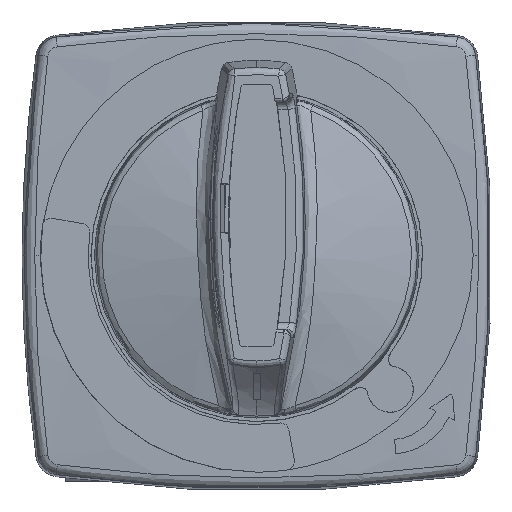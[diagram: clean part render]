
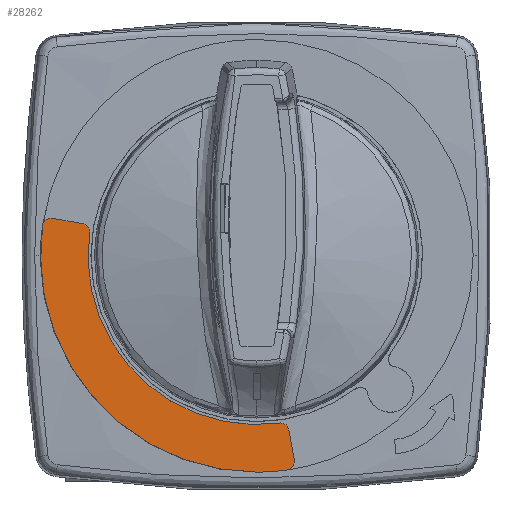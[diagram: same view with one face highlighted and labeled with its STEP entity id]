
A CAD part, top view. The second image highlights one B-rep face of the part: STEP entity #28262.
In plain terms, the highlighted planar face has unit normal (0, 0, 1).
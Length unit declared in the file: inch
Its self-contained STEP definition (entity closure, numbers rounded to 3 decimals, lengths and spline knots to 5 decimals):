
#101 = CARTESIAN_POINT ( 'NONE',  ( 0.20453, -1.11459, 0.66535 ) ) ;
#183 = PLANE ( 'NONE',  #23508 ) ;
#325 = CIRCLE ( 'NONE', #34878, 0.04724 ) ;
#537 = LINE ( 'NONE', #101, #10675 ) ;
#849 = VERTEX_POINT ( 'NONE', #13308 ) ;
#1275 = EDGE_CURVE ( 'NONE', #2956, #14829, #32210, .T. ) ;
#1785 = AXIS2_PLACEMENT_3D ( 'NONE', #4092, #42638, #32250 ) ;
#1788 = VERTEX_POINT ( 'NONE', #43013 ) ;
#2615 = DIRECTION ( 'NONE',  ( 0., 0., 1. ) ) ;
#2635 = AXIS2_PLACEMENT_3D ( 'NONE', #26446, #8860, #35935 ) ;
#2774 = CARTESIAN_POINT ( 'NONE',  ( 0.158, -1.1228, 0.66535 ) ) ;
#2956 = VERTEX_POINT ( 'NONE', #31345 ) ;
#3373 = VERTEX_POINT ( 'NONE', #32348 ) ;
#3846 = CARTESIAN_POINT ( 'NONE',  ( 0.20453, -1.11459, 0.66535 ) ) ;
#3913 = CIRCLE ( 'NONE', #5367, 0.04724 ) ;
#4092 = CARTESIAN_POINT ( 'NONE',  ( 0.12927, -0.95984, 0.66535 ) ) ;
#4113 = VERTEX_POINT ( 'NONE', #3846 ) ;
#4169 = AXIS2_PLACEMENT_3D ( 'NONE', #40236, #9328, #32995 ) ;
#4722 = ORIENTED_EDGE ( 'NONE', *, *, #1275, .T. ) ;
#5058 = CARTESIAN_POINT ( 'NONE',  ( -0.95163, 0.17579, 0.66535 ) ) ;
#5132 = DIRECTION ( 'NONE',  ( 1., 0., 0. ) ) ;
#5351 = DIRECTION ( 'NONE',  ( 0., 0., 1. ) ) ;
#5367 = AXIS2_PLACEMENT_3D ( 'NONE', #2774, #9305, #6572 ) ;
#5393 = ORIENTED_EDGE ( 'NONE', *, *, #30971, .T. ) ;
#6572 = DIRECTION ( 'NONE',  ( 1., 0., 0. ) ) ;
#7090 = ORIENTED_EDGE ( 'NONE', *, *, #10992, .T. ) ;
#7628 = CARTESIAN_POINT ( 'NONE',  ( 0.12716, -0.91259, 0.66535 ) ) ;
#7777 = EDGE_LOOP ( 'NONE', ( #31209, #37865, #5393, #21983, #35348, #24175, #9810, #4722, #20409, #38416, #7090, #31566 ) ) ;
#7945 = VERTEX_POINT ( 'NONE', #40146 ) ;
#8175 = CARTESIAN_POINT ( 'NONE',  ( -0.95984, 0.12927, 0.66535 ) ) ;
#8860 = DIRECTION ( 'NONE',  ( 0., 0., 1. ) ) ;
#9252 = EDGE_CURVE ( 'NONE', #42048, #1788, #42809, .T. ) ;
#9305 = DIRECTION ( 'NONE',  ( 0., 0., 1. ) ) ;
#9328 = DIRECTION ( 'NONE',  ( 0., 0., 1. ) ) ;
#9810 = ORIENTED_EDGE ( 'NONE', *, *, #36814, .T. ) ;
#10537 = DIRECTION ( 'NONE',  ( 1., 0., 0. ) ) ;
#10655 = EDGE_CURVE ( 'NONE', #4113, #7945, #537, .T. ) ;
#10675 = VECTOR ( 'NONE', #23988, 39.37008 ) ;
#10992 = EDGE_CURVE ( 'NONE', #36393, #4113, #3913, .T. ) ;
#11912 = CARTESIAN_POINT ( 'NONE',  ( -0.95163, 0.17579, 0.66535 ) ) ;
#12512 = EDGE_CURVE ( 'NONE', #7945, #849, #32743, .T. ) ;
#12937 = CARTESIAN_POINT ( 'NONE',  ( 0.20525, -1.1228, 0.66535 ) ) ;
#13308 = CARTESIAN_POINT ( 'NONE',  ( 0.12927, -0.91259, 0.66535 ) ) ;
#13370 = CARTESIAN_POINT ( 'NONE',  ( 0., -1.1811, 0.66535 ) ) ;
#13440 = AXIS2_PLACEMENT_3D ( 'NONE', #33295, #5351, #5132 ) ;
#13752 = CARTESIAN_POINT ( 'NONE',  ( -1.1228, 0.158, 0.66535 ) ) ;
#14475 = CARTESIAN_POINT ( 'NONE',  ( -0.91302, 0.12296, 0.66535 ) ) ;
#14829 = VERTEX_POINT ( 'NONE', #13370 ) ;
#16136 = EDGE_CURVE ( 'NONE', #14829, #25704, #30702, .T. ) ;
#16844 = CIRCLE ( 'NONE', #42071, 0.92126 ) ;
#17310 = FACE_OUTER_BOUND ( 'NONE', #7777, .T. ) ;
#20409 = ORIENTED_EDGE ( 'NONE', *, *, #16136, .T. ) ;
#21394 = CARTESIAN_POINT ( 'NONE',  ( 0.12505, -0.91274, 0.66535 ) ) ;
#21903 = AXIS2_PLACEMENT_3D ( 'NONE', #13752, #41276, #28178 ) ;
#21955 = DIRECTION ( 'NONE',  ( 0., 0., 1. ) ) ;
#21983 = ORIENTED_EDGE ( 'NONE', *, *, #39533, .T. ) ;
#22186 = CARTESIAN_POINT ( 'NONE',  ( 0., 0., 0.66535 ) ) ;
#23508 = AXIS2_PLACEMENT_3D ( 'NONE', #24299, #35113, #10537 ) ;
#23566 = CARTESIAN_POINT ( 'NONE',  ( 0.16459, -1.16958, 0.66535 ) ) ;
#23641 = VERTEX_POINT ( 'NONE', #14475 ) ;
#23988 = DIRECTION ( 'NONE',  ( -0.174, 0.985, 0. ) ) ;
#24106 =( BOUNDED_CURVE ( )  B_SPLINE_CURVE ( 3, ( #38508, #7628, #21394, #35124 ),
 .UNSPECIFIED., .F., .T. ) 
 B_SPLINE_CURVE_WITH_KNOTS ( ( 4, 4 ),
 ( 0., 0.00016 ),
 .UNSPECIFIED. ) 
 CURVE ( )  GEOMETRIC_REPRESENTATION_ITEM ( )  RATIONAL_B_SPLINE_CURVE ( ( 1., 0.999, 0.999, 1. ) ) 
 REPRESENTATION_ITEM ( '' )  );
#24175 = ORIENTED_EDGE ( 'NONE', *, *, #9252, .T. ) ;
#24299 = CARTESIAN_POINT ( 'NONE',  ( 0.21356, -1.20345, 0.66535 ) ) ;
#25690 = CIRCLE ( 'NONE', #13440, 0.04724 ) ;
#25704 = VERTEX_POINT ( 'NONE', #23566 ) ;
#26446 = CARTESIAN_POINT ( 'NONE',  ( 0., 0., 0.66535 ) ) ;
#28178 = DIRECTION ( 'NONE',  ( 0., -1., 0. ) ) ;
#28262 = ADVANCED_FACE ( 'NONE', ( #17310 ), #183, .T. ) ;
#28539 = VERTEX_POINT ( 'NONE', #43446 ) ;
#29474 = EDGE_CURVE ( 'NONE', #849, #3373, #24106, .T. ) ;
#29516 = EDGE_CURVE ( 'NONE', #25704, #36393, #25690, .T. ) ;
#30702 = CIRCLE ( 'NONE', #2635, 1.1811 ) ;
#30971 = EDGE_CURVE ( 'NONE', #3373, #23641, #16844, .T. ) ;
#31209 = ORIENTED_EDGE ( 'NONE', *, *, #12512, .T. ) ;
#31334 = AXIS2_PLACEMENT_3D ( 'NONE', #8175, #21955, #35691 ) ;
#31345 = CARTESIAN_POINT ( 'NONE',  ( -1.16958, 0.16459, 0.66535 ) ) ;
#31566 = ORIENTED_EDGE ( 'NONE', *, *, #10655, .T. ) ;
#32076 = DIRECTION ( 'NONE',  ( 0., 0., -1. ) ) ;
#32210 = CIRCLE ( 'NONE', #4169, 1.1811 ) ;
#32250 = DIRECTION ( 'NONE',  ( 0., -1., 0. ) ) ;
#32348 = CARTESIAN_POINT ( 'NONE',  ( 0.12296, -0.91302, 0.66535 ) ) ;
#32743 = CIRCLE ( 'NONE', #1785, 0.04724 ) ;
#32995 = DIRECTION ( 'NONE',  ( 0., -1., 0. ) ) ;
#33295 = CARTESIAN_POINT ( 'NONE',  ( 0.158, -1.1228, 0.66535 ) ) ;
#33489 = CARTESIAN_POINT ( 'NONE',  ( -0.95984, 0.12927, 0.66535 ) ) ;
#34878 = AXIS2_PLACEMENT_3D ( 'NONE', #33489, #2615, #37104 ) ;
#35113 = DIRECTION ( 'NONE',  ( 0., 0., 1. ) ) ;
#35124 = CARTESIAN_POINT ( 'NONE',  ( 0.12296, -0.91302, 0.66535 ) ) ;
#35348 = ORIENTED_EDGE ( 'NONE', *, *, #37867, .T. ) ;
#35691 = DIRECTION ( 'NONE',  ( 1., 0., 0. ) ) ;
#35935 = DIRECTION ( 'NONE',  ( 0., -1., 0. ) ) ;
#36393 = VERTEX_POINT ( 'NONE', #12937 ) ;
#36814 = EDGE_CURVE ( 'NONE', #1788, #2956, #37011, .T. ) ;
#37011 = CIRCLE ( 'NONE', #21903, 0.04724 ) ;
#37104 = DIRECTION ( 'NONE',  ( 1., 0., 0. ) ) ;
#37865 = ORIENTED_EDGE ( 'NONE', *, *, #29474, .T. ) ;
#37867 = EDGE_CURVE ( 'NONE', #28539, #42048, #325, .T. ) ;
#38416 = ORIENTED_EDGE ( 'NONE', *, *, #29516, .T. ) ;
#38508 = CARTESIAN_POINT ( 'NONE',  ( 0.12927, -0.91259, 0.66535 ) ) ;
#39426 = DIRECTION ( 'NONE',  ( -0.985, 0.174, 0. ) ) ;
#39533 = EDGE_CURVE ( 'NONE', #23641, #28539, #42883, .T. ) ;
#40146 = CARTESIAN_POINT ( 'NONE',  ( 0.17579, -0.95163, 0.66535 ) ) ;
#40236 = CARTESIAN_POINT ( 'NONE',  ( 0., 0., 0.66535 ) ) ;
#40306 = VECTOR ( 'NONE', #39426, 39.37008 ) ;
#41276 = DIRECTION ( 'NONE',  ( 0., 0., 1. ) ) ;
#42048 = VERTEX_POINT ( 'NONE', #5058 ) ;
#42071 = AXIS2_PLACEMENT_3D ( 'NONE', #22186, #32076, #42476 ) ;
#42476 = DIRECTION ( 'NONE',  ( 1., 0., 0. ) ) ;
#42638 = DIRECTION ( 'NONE',  ( 0., 0., 1. ) ) ;
#42809 = LINE ( 'NONE', #11912, #40306 ) ;
#42883 = CIRCLE ( 'NONE', #31334, 0.04724 ) ;
#43013 = CARTESIAN_POINT ( 'NONE',  ( -1.11459, 0.20453, 0.66535 ) ) ;
#43446 = CARTESIAN_POINT ( 'NONE',  ( -0.91259, 0.12927, 0.66535 ) ) ;
